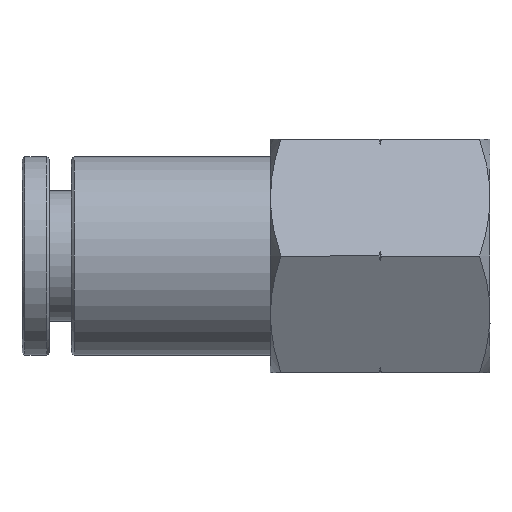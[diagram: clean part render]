
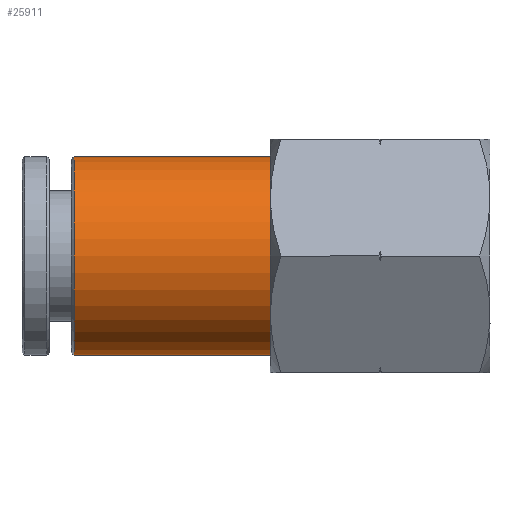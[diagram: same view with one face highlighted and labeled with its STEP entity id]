
A CAD part, left-side view. The second image highlights one B-rep face of the part: STEP entity #25911.
In plain terms, the highlighted cylindrical face has radius 7.25 mm (diameter 14.5 mm), a partial arc.
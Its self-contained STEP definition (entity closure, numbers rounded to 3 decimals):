
#1841 = EDGE_CURVE ( 'NONE', #7757, #19388, #19820, .T. ) ;
#4611 = CARTESIAN_POINT ( 'NONE',  ( 0., -3.1, 0. ) ) ;
#4681 = ORIENTED_EDGE ( 'NONE', *, *, #8830, .T. ) ;
#5814 = DIRECTION ( 'NONE',  ( 0., 0., -1. ) ) ;
#6065 = CIRCLE ( 'NONE', #20285, 7.25 ) ;
#6833 = DIRECTION ( 'NONE',  ( 0., 0., 1. ) ) ;
#7153 = AXIS2_PLACEMENT_3D ( 'NONE', #23096, #7659, #5814 ) ;
#7659 = DIRECTION ( 'NONE',  ( 0., -1., 0. ) ) ;
#7757 = VERTEX_POINT ( 'NONE', #24941 ) ;
#8061 = CARTESIAN_POINT ( 'NONE',  ( 0., -3.1, 7.25 ) ) ;
#8696 = DIRECTION ( 'NONE',  ( 0., -1., 0. ) ) ;
#8830 = EDGE_CURVE ( 'NONE', #19388, #25942, #6065, .T. ) ;
#9263 = CARTESIAN_POINT ( 'NONE',  ( 0., -3.1, -7.25 ) ) ;
#9739 = DIRECTION ( 'NONE',  ( 0., -1., 0. ) ) ;
#10662 = EDGE_CURVE ( 'NONE', #16158, #7757, #19181, .T. ) ;
#10826 = EDGE_LOOP ( 'NONE', ( #16727, #19411, #21622, #4681 ) ) ;
#10903 = CARTESIAN_POINT ( 'NONE',  ( 0., 11.4, 7.25 ) ) ;
#12990 = FACE_OUTER_BOUND ( 'NONE', #10826, .T. ) ;
#14616 = EDGE_CURVE ( 'NONE', #16158, #25942, #23719, .T. ) ;
#16158 = VERTEX_POINT ( 'NONE', #17802 ) ;
#16727 = ORIENTED_EDGE ( 'NONE', *, *, #14616, .F. ) ;
#17802 = CARTESIAN_POINT ( 'NONE',  ( 0., 11.2, 7.25 ) ) ;
#18886 = DIRECTION ( 'NONE',  ( 0., -1., 0. ) ) ;
#19181 = CIRCLE ( 'NONE', #26862, 7.25 ) ;
#19388 = VERTEX_POINT ( 'NONE', #9263 ) ;
#19411 = ORIENTED_EDGE ( 'NONE', *, *, #10662, .T. ) ;
#19670 = CARTESIAN_POINT ( 'NONE',  ( 0., 11.4, -7.25 ) ) ;
#19820 = LINE ( 'NONE', #19670, #25670 ) ;
#20079 = DIRECTION ( 'NONE',  ( 0., 1., 0. ) ) ;
#20285 = AXIS2_PLACEMENT_3D ( 'NONE', #4611, #20079, #6833 ) ;
#21622 = ORIENTED_EDGE ( 'NONE', *, *, #1841, .T. ) ;
#22967 = CARTESIAN_POINT ( 'NONE',  ( 0., 11.2, 0. ) ) ;
#23024 = VECTOR ( 'NONE', #8696, 1000. ) ;
#23096 = CARTESIAN_POINT ( 'NONE',  ( 0., 11.4, 0. ) ) ;
#23719 = LINE ( 'NONE', #10903, #23024 ) ;
#24941 = CARTESIAN_POINT ( 'NONE',  ( 0., 11.2, -7.25 ) ) ;
#25135 = DIRECTION ( 'NONE',  ( 0., 0., 1. ) ) ;
#25670 = VECTOR ( 'NONE', #18886, 1000. ) ;
#25911 = ADVANCED_FACE ( 'NONE', ( #12990 ), #27766, .T. ) ;
#25942 = VERTEX_POINT ( 'NONE', #8061 ) ;
#26862 = AXIS2_PLACEMENT_3D ( 'NONE', #22967, #9739, #25135 ) ;
#27766 = CYLINDRICAL_SURFACE ( 'NONE', #7153, 7.25 ) ;
